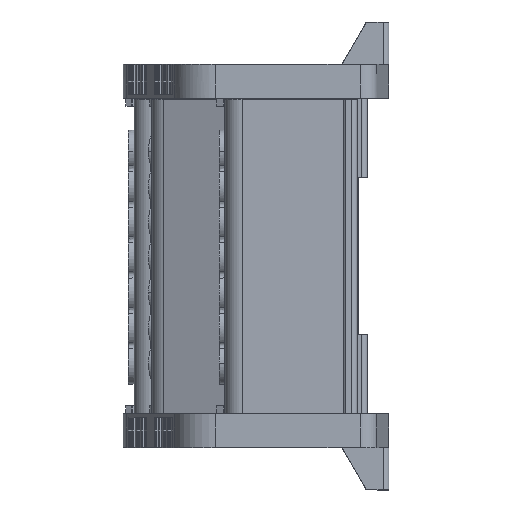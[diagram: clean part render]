
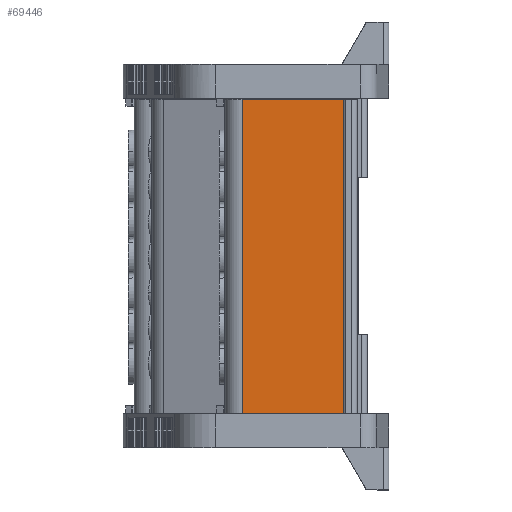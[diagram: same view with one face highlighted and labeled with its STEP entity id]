
A CAD part, left-side view. The second image highlights one B-rep face of the part: STEP entity #69446.
In plain terms, the highlighted planar face has unit normal (-1, 0.018, 0).
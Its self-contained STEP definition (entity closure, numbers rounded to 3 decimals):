
#5793 = CARTESIAN_POINT ( 'NONE',  ( -328.43, 193.983, 195.097 ) ) ;
#5794 = PLANE ( 'NONE',  #23587 ) ;
#5818 = DIRECTION ( 'NONE',  ( -0.017, -1., 0. ) ) ;
#5827 = DIRECTION ( 'NONE',  ( -1., 0.017, 0. ) ) ;
#5837 = FACE_OUTER_BOUND ( 'NONE', #87166, .T. ) ;
#10978 = VERTEX_POINT ( 'NONE', #60270 ) ;
#11352 = VERTEX_POINT ( 'NONE', #63736 ) ;
#14155 = VECTOR ( 'NONE', #90245, 1000. ) ;
#22772 = VECTOR ( 'NONE', #94789, 1000. ) ;
#23587 = AXIS2_PLACEMENT_3D ( 'NONE', #5793, #5827, #5818 ) ;
#50886 = CARTESIAN_POINT ( 'NONE',  ( -328.43, 193.983, 44.613 ) ) ;
#50944 = CARTESIAN_POINT ( 'NONE',  ( -328.43, 193.983, 100.162 ) ) ;
#52023 = DIRECTION ( 'NONE',  ( -0.017, -1., 0. ) ) ;
#52042 = LINE ( 'NONE', #52071, #68954 ) ;
#52071 = CARTESIAN_POINT ( 'NONE',  ( -328.43, 193.983, 44.613 ) ) ;
#53812 = LINE ( 'NONE', #53828, #68862 ) ;
#53828 = CARTESIAN_POINT ( 'NONE',  ( -328.098, 213.013, 195.097 ) ) ;
#53830 = DIRECTION ( 'NONE',  ( 0., 0., -1. ) ) ;
#60270 = CARTESIAN_POINT ( 'NONE',  ( -328.098, 213.013, 100.162 ) ) ;
#60441 = EDGE_CURVE ( 'NONE', #75955, #10978, #90237, .T. ) ;
#61078 = EDGE_CURVE ( 'NONE', #75838, #75955, #94858, .T. ) ;
#63736 = CARTESIAN_POINT ( 'NONE',  ( -328.098, 213.013, 44.613 ) ) ;
#68862 = VECTOR ( 'NONE', #53830, 1000. ) ;
#68954 = VECTOR ( 'NONE', #52023, 1000. ) ;
#69446 = ADVANCED_FACE ( 'NONE', ( #5837 ), #5794, .T. ) ;
#75838 = VERTEX_POINT ( 'NONE', #50886 ) ;
#75955 = VERTEX_POINT ( 'NONE', #50944 ) ;
#76369 = ORIENTED_EDGE ( 'NONE', *, *, #61078, .T. ) ;
#76386 = ORIENTED_EDGE ( 'NONE', *, *, #78595, .T. ) ;
#76436 = ORIENTED_EDGE ( 'NONE', *, *, #78361, .T. ) ;
#76643 = ORIENTED_EDGE ( 'NONE', *, *, #60441, .T. ) ;
#78361 = EDGE_CURVE ( 'NONE', #10978, #11352, #53812, .T. ) ;
#78595 = EDGE_CURVE ( 'NONE', #11352, #75838, #52042, .T. ) ;
#87166 = EDGE_LOOP ( 'NONE', ( #76369, #76643, #76436, #76386 ) ) ;
#90237 = LINE ( 'NONE', #90294, #14155 ) ;
#90245 = DIRECTION ( 'NONE',  ( 0.017, 1., 0. ) ) ;
#90294 = CARTESIAN_POINT ( 'NONE',  ( -328.43, 193.983, 100.162 ) ) ;
#94789 = DIRECTION ( 'NONE',  ( 0., 0., 1. ) ) ;
#94844 = CARTESIAN_POINT ( 'NONE',  ( -328.43, 193.983, 195.097 ) ) ;
#94858 = LINE ( 'NONE', #94844, #22772 ) ;
